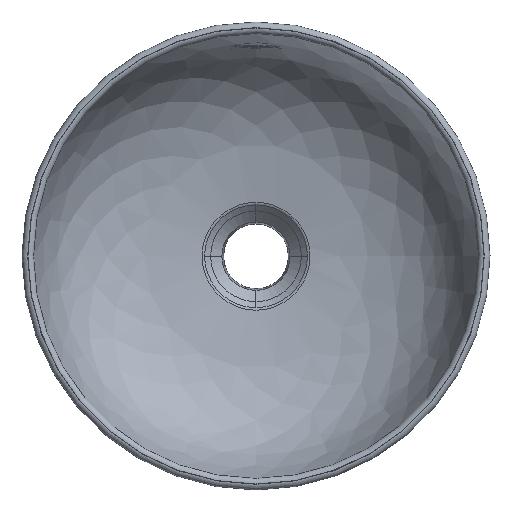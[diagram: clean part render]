
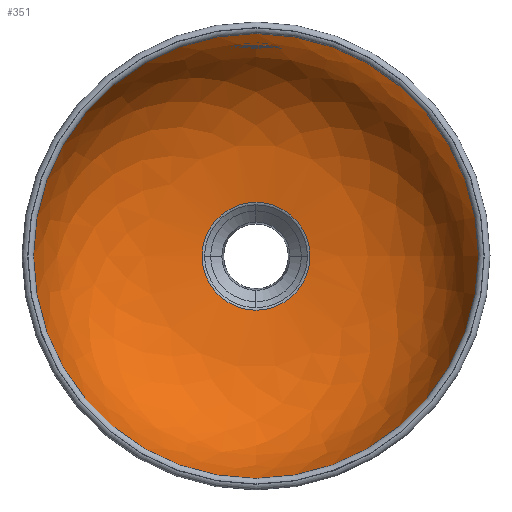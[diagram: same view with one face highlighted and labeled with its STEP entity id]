
A CAD part, top view. The second image highlights one B-rep face of the part: STEP entity #351.
In plain terms, the highlighted face is a revolution surface.
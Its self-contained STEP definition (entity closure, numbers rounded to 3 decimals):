
#39=SURFACE_OF_REVOLUTION('',#3940,#41);
#41=AXIS1_PLACEMENT('',#32811,#16759);
#112=FACE_BOUND('',#501,.T.);
#113=FACE_BOUND('',#502,.T.);
#351=ADVANCED_FACE('',(#112,#113),#39,.T.);
#501=EDGE_LOOP('',(#1409));
#502=EDGE_LOOP('',(#1410));
#1409=ORIENTED_EDGE('',*,*,#3084,.T.);
#1410=ORIENTED_EDGE('',*,*,#3085,.T.);
#2244=VERTEX_POINT('',#32789);
#2245=VERTEX_POINT('',#32793);
#3084=EDGE_CURVE('',#2244,#2244,#3975,.T.);
#3085=EDGE_CURVE('',#2245,#2245,#3976,.T.);
#3940=B_SPLINE_CURVE_WITH_KNOTS('',3,(#32803,#32804,#32805,#32806,#32807,
#32808,#32809,#32810),.UNSPECIFIED.,.F.,.F.,(4,1,1,1,1,4),(0.,0.25,0.375,
0.5,0.75,1.),.UNSPECIFIED.);
#3975=CIRCLE('',#15074,37.47);
#3976=CIRCLE('',#15077,154.49);
#15074=AXIS2_PLACEMENT_3D('',#32788,#16739,#16740);
#15077=AXIS2_PLACEMENT_3D('',#32792,#16745,#16746);
#16739=DIRECTION('',(0.,0.,-1.));
#16740=DIRECTION('',(1.,0.,0.));
#16745=DIRECTION('',(0.,0.,1.));
#16746=DIRECTION('',(1.,0.,0.));
#16759=DIRECTION('',(0.,0.,1.));
#32788=CARTESIAN_POINT('',(0.,0.,-100.028));
#32789=CARTESIAN_POINT('',(37.47,0.,-100.028));
#32792=CARTESIAN_POINT('',(0.,0.,-3.031));
#32793=CARTESIAN_POINT('',(154.49,0.,-3.031));
#32803=CARTESIAN_POINT('',(155.25,0.,0.));
#32804=CARTESIAN_POINT('',(151.785,0.,-13.729));
#32805=CARTESIAN_POINT('',(146.965,0.,-35.103));
#32806=CARTESIAN_POINT('',(133.089,0.,-60.294));
#32807=CARTESIAN_POINT('',(113.273,0.,-81.742));
#32808=CARTESIAN_POINT('',(79.082,0.,-95.798));
#32809=CARTESIAN_POINT('',(50.91,0.,-98.862));
#32810=CARTESIAN_POINT('',(36.456,0.,-100.116));
#32811=CARTESIAN_POINT('',(0.,0.,0.));
